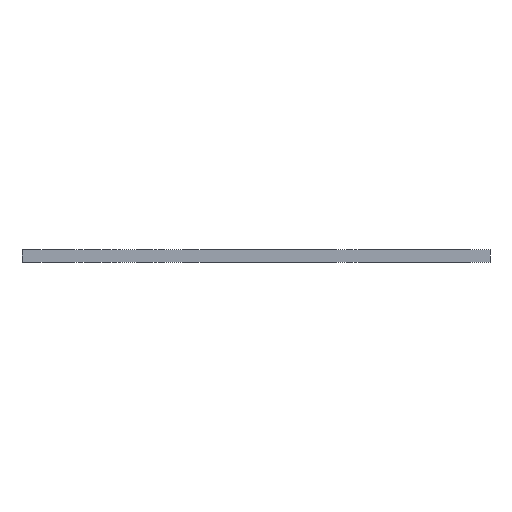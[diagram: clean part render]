
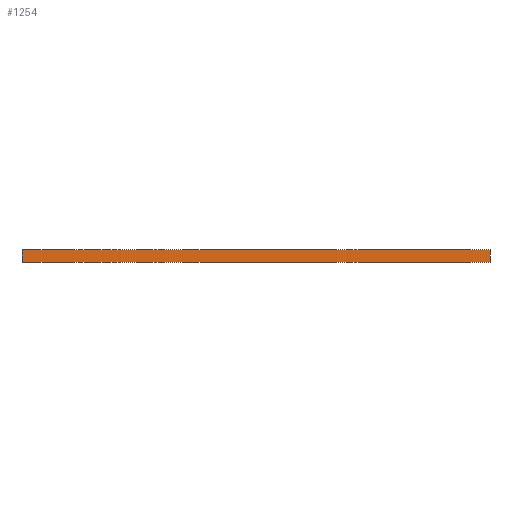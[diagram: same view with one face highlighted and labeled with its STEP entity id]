
A CAD part, front view. The second image highlights one B-rep face of the part: STEP entity #1254.
In plain terms, the highlighted planar face has unit normal (0, -1, 0).
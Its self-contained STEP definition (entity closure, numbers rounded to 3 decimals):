
#114 = EDGE_LOOP ( 'NONE', ( #349, #2113, #874, #2104 ) ) ;
#180 = CARTESIAN_POINT ( 'NONE',  ( 0., 0., 0. ) ) ;
#223 = EDGE_CURVE ( 'NONE', #538, #792, #1560, .T. ) ;
#337 = CARTESIAN_POINT ( 'NONE',  ( 0., 0., 2.5 ) ) ;
#349 = ORIENTED_EDGE ( 'NONE', *, *, #867, .T. ) ;
#538 = VERTEX_POINT ( 'NONE', #337 ) ;
#773 = CARTESIAN_POINT ( 'NONE',  ( 0., 0., 2.5 ) ) ;
#787 = EDGE_CURVE ( 'NONE', #792, #1281, #2164, .T. ) ;
#792 = VERTEX_POINT ( 'NONE', #1311 ) ;
#816 = VECTOR ( 'NONE', #1759, 1000. ) ;
#847 = EDGE_CURVE ( 'NONE', #538, #1049, #902, .T. ) ;
#867 = EDGE_CURVE ( 'NONE', #1049, #1281, #1780, .T. ) ;
#874 = ORIENTED_EDGE ( 'NONE', *, *, #223, .F. ) ;
#902 = LINE ( 'NONE', #1550, #1066 ) ;
#961 = DIRECTION ( 'NONE',  ( 0., 1., 0. ) ) ;
#973 = DIRECTION ( 'NONE',  ( 0., 0., 1. ) ) ;
#1030 = AXIS2_PLACEMENT_3D ( 'NONE', #773, #961, #973 ) ;
#1049 = VERTEX_POINT ( 'NONE', #1306 ) ;
#1066 = VECTOR ( 'NONE', #1353, 1000. ) ;
#1108 = VECTOR ( 'NONE', #1705, 1000. ) ;
#1254 = ADVANCED_FACE ( 'NONE', ( #2336 ), #1574, .F. ) ;
#1281 = VERTEX_POINT ( 'NONE', #2122 ) ;
#1306 = CARTESIAN_POINT ( 'NONE',  ( 0., 0., 0. ) ) ;
#1311 = CARTESIAN_POINT ( 'NONE',  ( 96., 0., 2.5 ) ) ;
#1353 = DIRECTION ( 'NONE',  ( 0., 0., -1. ) ) ;
#1550 = CARTESIAN_POINT ( 'NONE',  ( 0., 0., 2.5 ) ) ;
#1560 = LINE ( 'NONE', #2376, #1693 ) ;
#1574 = PLANE ( 'NONE',  #1030 ) ;
#1693 = VECTOR ( 'NONE', #1991, 1000. ) ;
#1705 = DIRECTION ( 'NONE',  ( 1., 0., 0. ) ) ;
#1759 = DIRECTION ( 'NONE',  ( 0., 0., -1. ) ) ;
#1780 = LINE ( 'NONE', #180, #1108 ) ;
#1991 = DIRECTION ( 'NONE',  ( 1., 0., 0. ) ) ;
#2104 = ORIENTED_EDGE ( 'NONE', *, *, #847, .T. ) ;
#2113 = ORIENTED_EDGE ( 'NONE', *, *, #787, .F. ) ;
#2122 = CARTESIAN_POINT ( 'NONE',  ( 96., 0., 0. ) ) ;
#2164 = LINE ( 'NONE', #2182, #816 ) ;
#2182 = CARTESIAN_POINT ( 'NONE',  ( 96., 0., 2.5 ) ) ;
#2336 = FACE_OUTER_BOUND ( 'NONE', #114, .T. ) ;
#2376 = CARTESIAN_POINT ( 'NONE',  ( 0., 0., 2.5 ) ) ;
